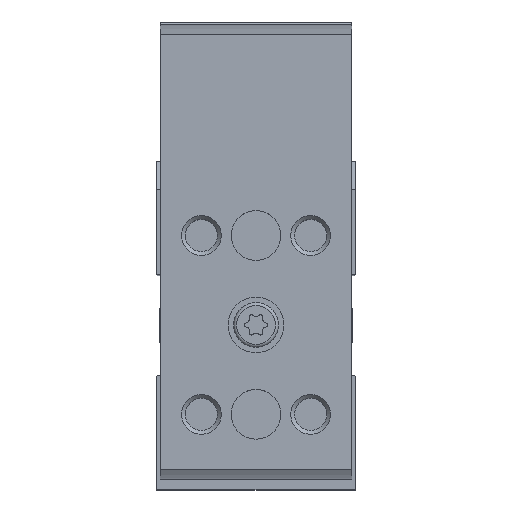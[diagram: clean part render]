
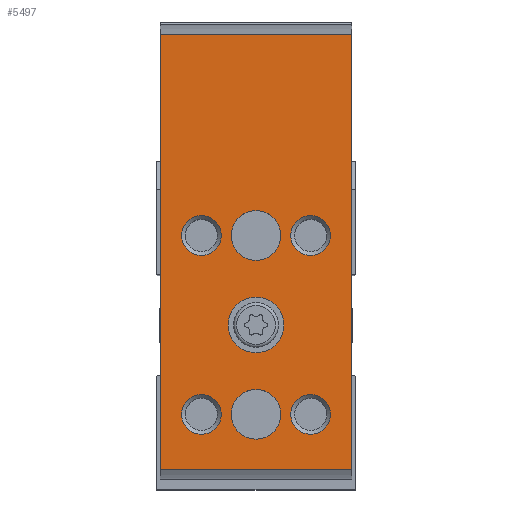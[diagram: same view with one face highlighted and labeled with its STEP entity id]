
A CAD part, top view. The second image highlights one B-rep face of the part: STEP entity #5497.
In plain terms, the highlighted planar face has unit normal (0, 0, 1).
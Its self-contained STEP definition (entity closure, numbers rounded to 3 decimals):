
#410=CIRCLE('',#7196,2.8);
#411=CIRCLE('',#7197,2.5);
#412=CIRCLE('',#7198,2.5);
#413=CIRCLE('',#7199,2.);
#414=CIRCLE('',#7200,2.);
#415=CIRCLE('',#7201,2.);
#416=CIRCLE('',#7202,2.);
#1460=ORIENTED_EDGE('',*,*,#2517,.T.);
#1461=ORIENTED_EDGE('',*,*,#2518,.T.);
#1462=ORIENTED_EDGE('',*,*,#2519,.T.);
#1463=ORIENTED_EDGE('',*,*,#2520,.F.);
#1464=ORIENTED_EDGE('',*,*,#2521,.F.);
#1465=ORIENTED_EDGE('',*,*,#2522,.F.);
#1466=ORIENTED_EDGE('',*,*,#2523,.F.);
#1467=ORIENTED_EDGE('',*,*,#2524,.T.);
#1468=ORIENTED_EDGE('',*,*,#2525,.F.);
#1469=ORIENTED_EDGE('',*,*,#2526,.F.);
#1470=ORIENTED_EDGE('',*,*,#2527,.T.);
#2517=EDGE_CURVE('',#3138,#3138,#410,.T.);
#2518=EDGE_CURVE('',#3139,#3139,#411,.T.);
#2519=EDGE_CURVE('',#3140,#3140,#412,.T.);
#2520=EDGE_CURVE('',#3141,#3141,#413,.T.);
#2521=EDGE_CURVE('',#3142,#3142,#414,.T.);
#2522=EDGE_CURVE('',#3143,#3143,#415,.T.);
#2523=EDGE_CURVE('',#3144,#3144,#416,.T.);
#2524=EDGE_CURVE('',#3145,#3146,#3619,.T.);
#2525=EDGE_CURVE('',#3147,#3146,#3620,.T.);
#2526=EDGE_CURVE('',#3148,#3147,#3621,.T.);
#2527=EDGE_CURVE('',#3148,#3145,#3622,.T.);
#3138=VERTEX_POINT('',#10339);
#3139=VERTEX_POINT('',#10341);
#3140=VERTEX_POINT('',#10343);
#3141=VERTEX_POINT('',#10345);
#3142=VERTEX_POINT('',#10347);
#3143=VERTEX_POINT('',#10349);
#3144=VERTEX_POINT('',#10351);
#3145=VERTEX_POINT('',#10353);
#3146=VERTEX_POINT('',#10354);
#3147=VERTEX_POINT('',#10356);
#3148=VERTEX_POINT('',#10358);
#3619=LINE('',#10352,#4021);
#3620=LINE('',#10355,#4022);
#3621=LINE('',#10357,#4023);
#3622=LINE('',#10359,#4024);
#4021=VECTOR('',#8576,1000.);
#4022=VECTOR('',#8577,1000.);
#4023=VECTOR('',#8578,1000.);
#4024=VECTOR('',#8579,1000.);
#4402=EDGE_LOOP('',(#1460));
#4403=EDGE_LOOP('',(#1461));
#4404=EDGE_LOOP('',(#1462));
#4405=EDGE_LOOP('',(#1463));
#4406=EDGE_LOOP('',(#1464));
#4407=EDGE_LOOP('',(#1465));
#4408=EDGE_LOOP('',(#1466));
#4409=EDGE_LOOP('',(#1467,#1468,#1469,#1470));
#4923=FACE_BOUND('',#4402,.T.);
#4924=FACE_BOUND('',#4403,.T.);
#4925=FACE_BOUND('',#4404,.T.);
#4926=FACE_BOUND('',#4405,.T.);
#4927=FACE_BOUND('',#4406,.T.);
#4928=FACE_BOUND('',#4407,.T.);
#4929=FACE_BOUND('',#4408,.T.);
#4930=FACE_BOUND('',#4409,.T.);
#5255=PLANE('',#7195);
#5497=ADVANCED_FACE('',(#4923,#4924,#4925,#4926,#4927,#4928,#4929,#4930),
#5255,.F.);
#7195=AXIS2_PLACEMENT_3D('',#10337,#8560,#8561);
#7196=AXIS2_PLACEMENT_3D('',#10338,#8562,#8563);
#7197=AXIS2_PLACEMENT_3D('',#10340,#8564,#8565);
#7198=AXIS2_PLACEMENT_3D('',#10342,#8566,#8567);
#7199=AXIS2_PLACEMENT_3D('',#10344,#8568,#8569);
#7200=AXIS2_PLACEMENT_3D('',#10346,#8570,#8571);
#7201=AXIS2_PLACEMENT_3D('',#10348,#8572,#8573);
#7202=AXIS2_PLACEMENT_3D('',#10350,#8574,#8575);
#8560=DIRECTION('',(0.,0.,-1.));
#8561=DIRECTION('',(-1.,0.,0.));
#8562=DIRECTION('',(0.,0.,-1.));
#8563=DIRECTION('',(-1.,0.,0.));
#8564=DIRECTION('',(0.,0.,-1.));
#8565=DIRECTION('',(-1.,0.,0.));
#8566=DIRECTION('',(0.,0.,-1.));
#8567=DIRECTION('',(-1.,0.,0.));
#8568=DIRECTION('',(0.,0.,1.));
#8569=DIRECTION('',(1.,0.,0.));
#8570=DIRECTION('',(0.,0.,1.));
#8571=DIRECTION('',(1.,0.,0.));
#8572=DIRECTION('',(0.,0.,1.));
#8573=DIRECTION('',(1.,0.,0.));
#8574=DIRECTION('',(0.,0.,1.));
#8575=DIRECTION('',(1.,0.,0.));
#8576=DIRECTION('',(0.,-1.,0.));
#8577=DIRECTION('',(-1.,0.,0.));
#8578=DIRECTION('',(0.,-1.,0.));
#8579=DIRECTION('',(-1.,0.,0.));
#10337=CARTESIAN_POINT('',(9.65,46.,0.));
#10338=CARTESIAN_POINT('',(0.,15.5,0.));
#10339=CARTESIAN_POINT('',(-2.8,15.5,0.));
#10340=CARTESIAN_POINT('',(0.,6.5,0.));
#10341=CARTESIAN_POINT('',(-2.5,6.5,0.));
#10342=CARTESIAN_POINT('',(0.,24.5,0.));
#10343=CARTESIAN_POINT('',(-2.5,24.5,0.));
#10344=CARTESIAN_POINT('',(-5.5,24.5,0.));
#10345=CARTESIAN_POINT('',(-3.5,24.5,0.));
#10346=CARTESIAN_POINT('',(5.5,24.5,0.));
#10347=CARTESIAN_POINT('',(7.5,24.5,0.));
#10348=CARTESIAN_POINT('',(-5.5,6.5,0.));
#10349=CARTESIAN_POINT('',(-3.5,6.5,0.));
#10350=CARTESIAN_POINT('',(5.5,6.5,0.));
#10351=CARTESIAN_POINT('',(7.5,6.5,0.));
#10352=CARTESIAN_POINT('',(-9.65,46.,0.));
#10353=CARTESIAN_POINT('',(-9.65,44.747,0.));
#10354=CARTESIAN_POINT('',(-9.65,0.953,0.));
#10355=CARTESIAN_POINT('',(9.65,0.953,0.));
#10356=CARTESIAN_POINT('',(9.65,0.953,0.));
#10357=CARTESIAN_POINT('',(9.65,46.,0.));
#10358=CARTESIAN_POINT('',(9.65,44.747,0.));
#10359=CARTESIAN_POINT('',(9.65,44.747,0.));
